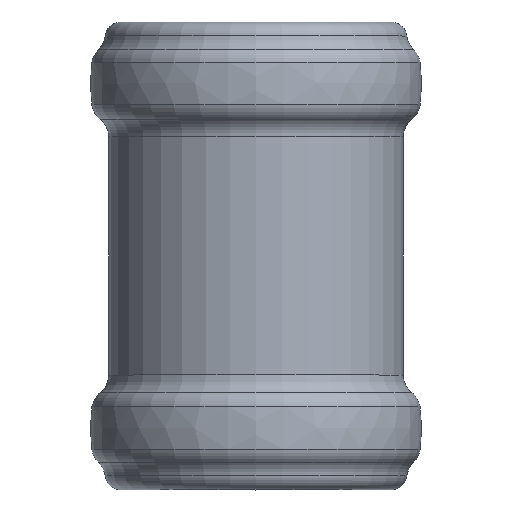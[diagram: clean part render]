
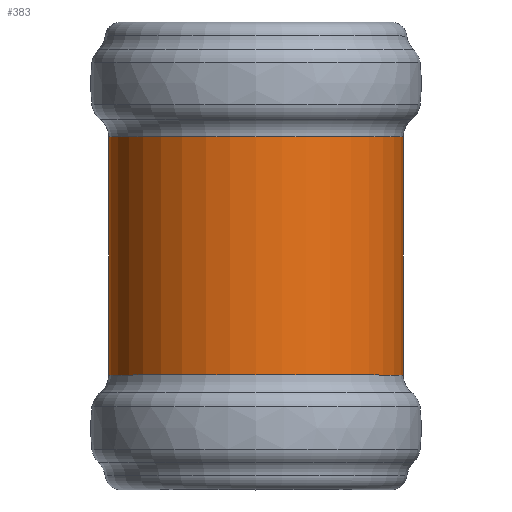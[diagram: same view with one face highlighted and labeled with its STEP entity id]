
A CAD part, top view. The second image highlights one B-rep face of the part: STEP entity #383.
In plain terms, the highlighted cylindrical face has radius 33.05 mm (diameter 66.1 mm), a full revolution.
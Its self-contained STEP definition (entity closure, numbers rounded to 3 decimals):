
#20=CYLINDRICAL_SURFACE('',#443,33.05);
#52=FACE_BOUND('',#139,.T.);
#83=FACE_OUTER_BOUND('',#138,.T.);
#138=EDGE_LOOP('',(#317));
#139=EDGE_LOOP('',(#318));
#161=CIRCLE('',#406,33.05);
#180=CIRCLE('',#444,33.05);
#197=VERTEX_POINT('',#645);
#216=VERTEX_POINT('',#702);
#234=EDGE_CURVE('',#197,#197,#161,.T.);
#253=EDGE_CURVE('',#216,#216,#180,.T.);
#317=ORIENTED_EDGE('',*,*,#234,.T.);
#318=ORIENTED_EDGE('',*,*,#253,.F.);
#383=ADVANCED_FACE('',(#83,#52),#20,.T.);
#406=AXIS2_PLACEMENT_3D('',#646,#487,#488);
#443=AXIS2_PLACEMENT_3D('',#701,#561,#562);
#444=AXIS2_PLACEMENT_3D('',#703,#563,#564);
#487=DIRECTION('center_axis',(0.,-1.,0.));
#488=DIRECTION('ref_axis',(1.,0.,0.));
#561=DIRECTION('center_axis',(0.,-1.,0.));
#562=DIRECTION('ref_axis',(1.,0.,0.));
#563=DIRECTION('center_axis',(0.,-1.,0.));
#564=DIRECTION('ref_axis',(1.,0.,0.));
#645=CARTESIAN_POINT('',(4.,29.714,0.));
#646=CARTESIAN_POINT('Origin',(-29.05,29.714,0.));
#701=CARTESIAN_POINT('Origin',(-29.05,-10.422,0.));
#702=CARTESIAN_POINT('',(4.,-23.8,0.));
#703=CARTESIAN_POINT('Origin',(-29.05,-23.8,0.));
